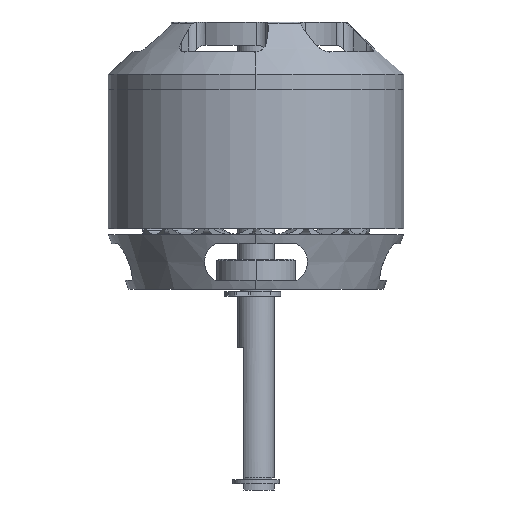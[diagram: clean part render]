
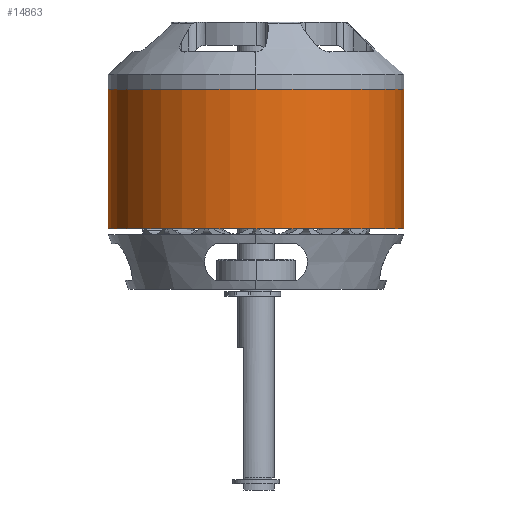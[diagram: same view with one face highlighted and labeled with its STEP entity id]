
A CAD part, left-side view. The second image highlights one B-rep face of the part: STEP entity #14863.
In plain terms, the highlighted cylindrical face has radius 24.35 mm (diameter 48.7 mm), a partial arc.
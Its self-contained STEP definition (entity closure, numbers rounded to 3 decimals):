
#98 = AXIS2_PLACEMENT_3D ( 'NONE', #27371, #215, #19548 ) ;
#215 = DIRECTION ( 'NONE',  ( 0., 0., 1. ) ) ;
#377 = VERTEX_POINT ( 'NONE', #8673 ) ;
#2315 = EDGE_LOOP ( 'NONE', ( #25147, #17447, #15512, #4230 ) ) ;
#2754 = VECTOR ( 'NONE', #9417, 1000. ) ;
#2980 = EDGE_CURVE ( 'NONE', #10049, #15301, #7206, .T. ) ;
#3580 = CARTESIAN_POINT ( 'NONE',  ( 0., -24.35, 33. ) ) ;
#4230 = ORIENTED_EDGE ( 'NONE', *, *, #2980, .F. ) ;
#6998 = EDGE_CURVE ( 'NONE', #377, #15301, #24125, .T. ) ;
#7206 = CIRCLE ( 'NONE', #19952, 24.35 ) ;
#8673 = CARTESIAN_POINT ( 'NONE',  ( 0., -24.35, 10. ) ) ;
#9417 = DIRECTION ( 'NONE',  ( 0., 0., 1. ) ) ;
#9780 = CYLINDRICAL_SURFACE ( 'NONE', #98, 24.35 ) ;
#10049 = VERTEX_POINT ( 'NONE', #17034 ) ;
#12671 = VECTOR ( 'NONE', #23471, 1000. ) ;
#13017 = DIRECTION ( 'NONE',  ( 0., 0., 1. ) ) ;
#14193 = LINE ( 'NONE', #30863, #12671 ) ;
#14863 = ADVANCED_FACE ( 'NONE', ( #29316 ), #9780, .T. ) ;
#15301 = VERTEX_POINT ( 'NONE', #3580 ) ;
#15512 = ORIENTED_EDGE ( 'NONE', *, *, #6998, .T. ) ;
#17034 = CARTESIAN_POINT ( 'NONE',  ( 0., 24.35, 33. ) ) ;
#17447 = ORIENTED_EDGE ( 'NONE', *, *, #25844, .T. ) ;
#17677 = CARTESIAN_POINT ( 'NONE',  ( 0., 0., 33. ) ) ;
#17717 = DIRECTION ( 'NONE',  ( 0., 0., 1. ) ) ;
#18899 = AXIS2_PLACEMENT_3D ( 'NONE', #29109, #17717, #22838 ) ;
#19548 = DIRECTION ( 'NONE',  ( 0., -1., 0. ) ) ;
#19952 = AXIS2_PLACEMENT_3D ( 'NONE', #17677, #13017, #29681 ) ;
#20939 = CIRCLE ( 'NONE', #18899, 24.35 ) ;
#20968 = EDGE_CURVE ( 'NONE', #29070, #10049, #14193, .T. ) ;
#22838 = DIRECTION ( 'NONE',  ( 1., 0., 0. ) ) ;
#23471 = DIRECTION ( 'NONE',  ( 0., 0., 1. ) ) ;
#24125 = LINE ( 'NONE', #29099, #2754 ) ;
#25147 = ORIENTED_EDGE ( 'NONE', *, *, #20968, .F. ) ;
#25844 = EDGE_CURVE ( 'NONE', #29070, #377, #20939, .T. ) ;
#27371 = CARTESIAN_POINT ( 'NONE',  ( 0., 0., 21.5 ) ) ;
#29070 = VERTEX_POINT ( 'NONE', #31338 ) ;
#29099 = CARTESIAN_POINT ( 'NONE',  ( 0., -24.35, 21.5 ) ) ;
#29109 = CARTESIAN_POINT ( 'NONE',  ( 0., 0., 10. ) ) ;
#29316 = FACE_OUTER_BOUND ( 'NONE', #2315, .T. ) ;
#29681 = DIRECTION ( 'NONE',  ( 1., 0., 0. ) ) ;
#30863 = CARTESIAN_POINT ( 'NONE',  ( 0., 24.35, 21.5 ) ) ;
#31338 = CARTESIAN_POINT ( 'NONE',  ( 0., 24.35, 10. ) ) ;
